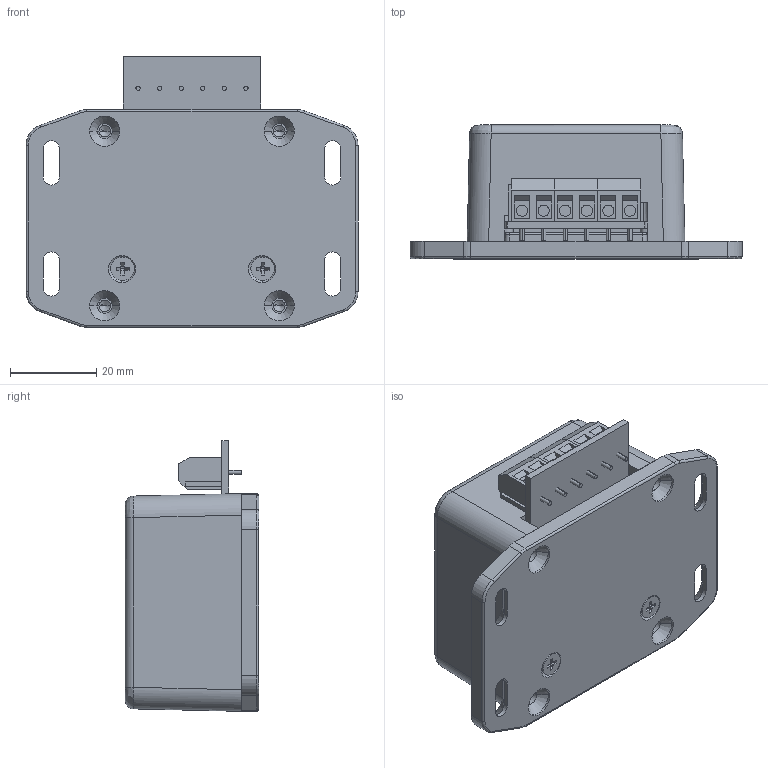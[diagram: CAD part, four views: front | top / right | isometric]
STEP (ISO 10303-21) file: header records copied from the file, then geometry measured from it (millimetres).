
FILE_DESCRIPTION (( 'STEP AP214' ), '1' );
FILE_NAME ('42810~0.STEP', '2017-09-11T04:47:55', ( '' ), ( '' ), 'SwSTEP 2.0', 'SolidWorks 2016', '' );
FILE_SCHEMA (( 'AUTOMOTIVE_DESIGN' ));
Length unit declared in the file: millimetre
Products named in the file (10): 18698~0_Hexagon Nut ISO 4032 - M3 - W - N; 42798_1~0_S; 42799_1~0_S; 42798_2~0_S; 42810~0; 42799~0_KUNDE<S>; 2906~0; 42798~0_S; 42809~0_S; 40635~0_S
Assembly tree (13 placements, depth 4):
  42810~0
    42809~0_S
      42798~0_S
        42798_1~0_S
        42798_2~0_S
    42799~0_KUNDE<S>
      42799_1~0_S
      40635~0_S  x3
    2906~0  x2
    18698~0_Hexagon Nut ISO 4032 - M3 - W - N  x2
Bounding box: 77 x 31 x 62.78 mm (x, y, z)
Volume: 33051.4 mm3; surface area: 30599.8 mm2
Topology: 10 solids, 10 shells, 950 faces, 2338 edges, 1454 vertices
Faces by surface type: plane 508, cylinder 201, bspline 139, cone 78, sphere 16, torus 8
Entity records: 32931 total; most frequent: CARTESIAN_POINT 8114, ORIENTED_EDGE 3806, DIRECTION 3201, EDGE_CURVE 1903, VECTOR 1225, LINE 1225, VERTEX_POINT 1197, AXIS2_PLACEMENT_3D 988
